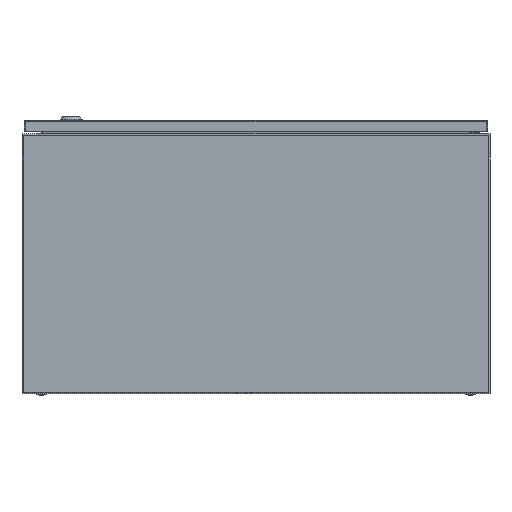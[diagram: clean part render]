
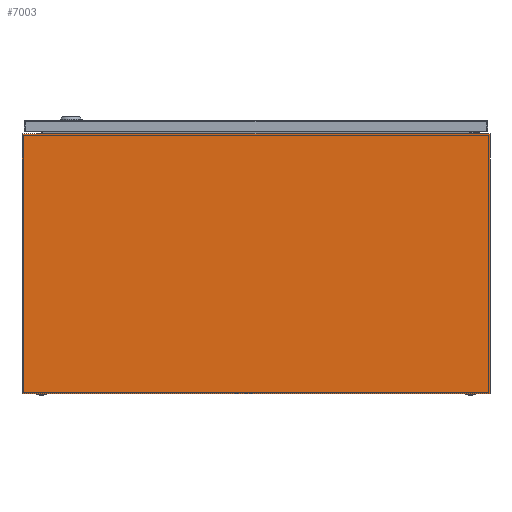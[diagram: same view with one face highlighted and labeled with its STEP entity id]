
A CAD part, front view. The second image highlights one B-rep face of the part: STEP entity #7003.
In plain terms, the highlighted planar face has unit normal (0, -1, 0).
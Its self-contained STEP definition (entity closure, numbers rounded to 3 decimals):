
#778 = ORIENTED_EDGE ( 'NONE', *, *, #25710, .T. ) ;
#1497 = DIRECTION ( 'NONE',  ( 0., 0., 1. ) ) ;
#2141 = DIRECTION ( 'NONE',  ( 0., 0., -1. ) ) ;
#3843 = VERTEX_POINT ( 'NONE', #28322 ) ;
#4919 = VECTOR ( 'NONE', #25240, 1000. ) ;
#7003 = ADVANCED_FACE ( 'NONE', ( #25536 ), #31848, .F. ) ;
#7963 = EDGE_CURVE ( 'NONE', #3843, #12127, #17283, .T. ) ;
#8342 = CARTESIAN_POINT ( 'NONE',  ( 0., 0., 333. ) ) ;
#12127 = VERTEX_POINT ( 'NONE', #21193 ) ;
#12660 = LINE ( 'NONE', #12885, #39157 ) ;
#12885 = CARTESIAN_POINT ( 'NONE',  ( 0., 0., 333. ) ) ;
#15038 = CARTESIAN_POINT ( 'NONE',  ( 0., 0., 0. ) ) ;
#16702 = ORIENTED_EDGE ( 'NONE', *, *, #7963, .F. ) ;
#17283 = LINE ( 'NONE', #34612, #30663 ) ;
#17649 = VECTOR ( 'NONE', #36605, 1000. ) ;
#18324 = DIRECTION ( 'NONE',  ( 0., 1., 0. ) ) ;
#21193 = CARTESIAN_POINT ( 'NONE',  ( 600., 0., 0. ) ) ;
#22871 = LINE ( 'NONE', #43792, #17649 ) ;
#24240 = CARTESIAN_POINT ( 'NONE',  ( 0., 0., 333. ) ) ;
#25240 = DIRECTION ( 'NONE',  ( 1., 0., 0. ) ) ;
#25536 = FACE_OUTER_BOUND ( 'NONE', #31960, .T. ) ;
#25710 = EDGE_CURVE ( 'NONE', #30416, #12127, #22871, .T. ) ;
#28322 = CARTESIAN_POINT ( 'NONE',  ( 600., 0., 333. ) ) ;
#28908 = EDGE_CURVE ( 'NONE', #42740, #3843, #31748, .T. ) ;
#30416 = VERTEX_POINT ( 'NONE', #15038 ) ;
#30663 = VECTOR ( 'NONE', #34172, 1000. ) ;
#31748 = LINE ( 'NONE', #8342, #4919 ) ;
#31848 = PLANE ( 'NONE',  #35092 ) ;
#31960 = EDGE_LOOP ( 'NONE', ( #16702, #41388, #43623, #778 ) ) ;
#34172 = DIRECTION ( 'NONE',  ( 0., 0., -1. ) ) ;
#34612 = CARTESIAN_POINT ( 'NONE',  ( 600., 0., 333. ) ) ;
#35092 = AXIS2_PLACEMENT_3D ( 'NONE', #38849, #18324, #1497 ) ;
#36605 = DIRECTION ( 'NONE',  ( 1., 0., 0. ) ) ;
#38849 = CARTESIAN_POINT ( 'NONE',  ( 0., 0., 333. ) ) ;
#39135 = EDGE_CURVE ( 'NONE', #42740, #30416, #12660, .T. ) ;
#39157 = VECTOR ( 'NONE', #2141, 1000. ) ;
#41388 = ORIENTED_EDGE ( 'NONE', *, *, #28908, .F. ) ;
#42740 = VERTEX_POINT ( 'NONE', #24240 ) ;
#43623 = ORIENTED_EDGE ( 'NONE', *, *, #39135, .T. ) ;
#43792 = CARTESIAN_POINT ( 'NONE',  ( 0., 0., 0. ) ) ;
